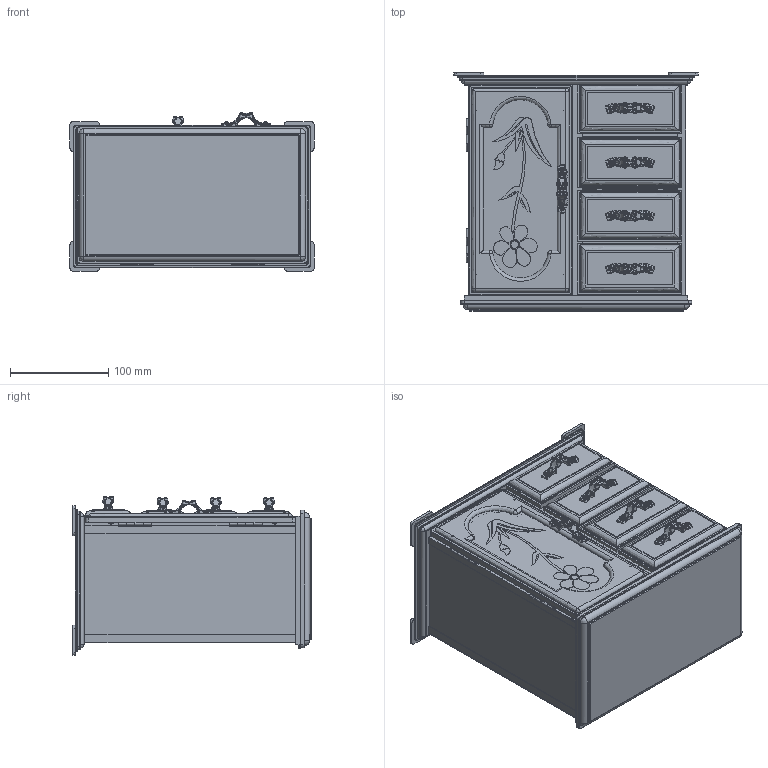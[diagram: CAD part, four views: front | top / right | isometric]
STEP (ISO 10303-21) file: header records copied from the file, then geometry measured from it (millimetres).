
FILE_DESCRIPTION(('FreeCAD Model'),'2;1');
FILE_NAME('Open CASCADE Shape Model','2025-05-04T05:51:43',('FreeCAD'),( 'FreeCAD'),'Open CASCADE STEP processor 7.6','FreeCAD','Unknown');
FILE_SCHEMA(('AUTOMOTIVE_DESIGN { 1 0 10303 214 1 1 1 1 }'));
Products named in the file (1): Open CASCADE STEP translator 7.6 1
Bounding box: 248.29 x 242.66 x 161.02 mm (x, y, z)
Volume: 1286339.2 mm3; surface area: 939922.8 mm2
Topology: 72 solids, 72 shells, 3475 faces, 9222 edges, 5858 vertices
Faces by surface type: bspline 3475
Entity records: 142888 total; most frequent: CARTESIAN_POINT 91527, ORIENTED_EDGE 18138, EDGE_CURVE 9069, VERTEX_POINT 5844, B_SPLINE_CURVE_WITH_KNOTS 5339, FACE_BOUND 3745, EDGE_LOOP 3745, ADVANCED_FACE 3475
